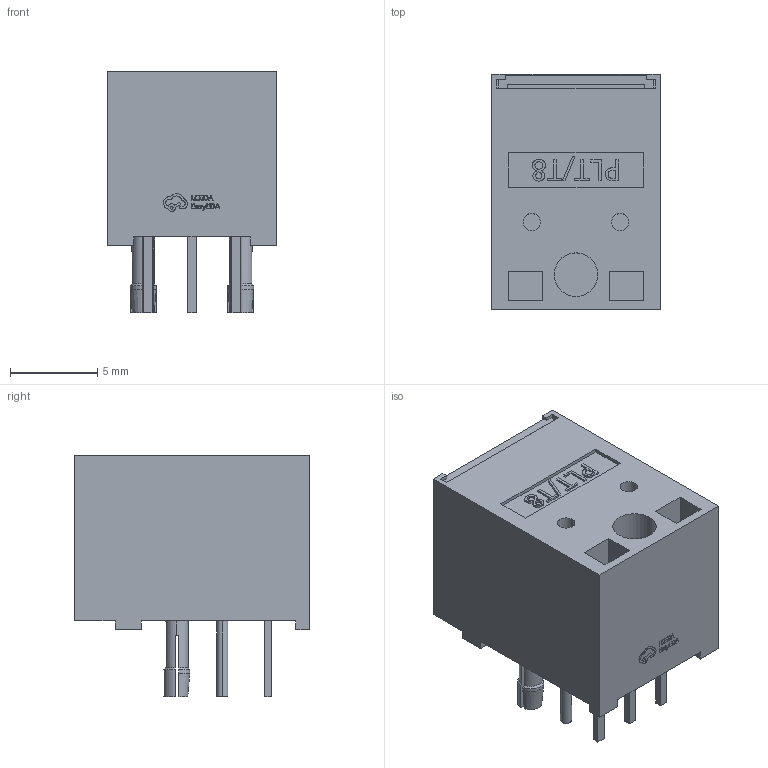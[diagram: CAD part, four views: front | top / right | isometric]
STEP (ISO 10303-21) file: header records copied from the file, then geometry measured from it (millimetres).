
FILE_DESCRIPTION (( 'STEP AP214' ), '1' );
FILE_NAME ('OPTO-TH_ZGY133-T8-PLT.step', '2022-07-05T14:13:36', ( '' ), ( '' ), 'SwSTEP 2.0', 'SolidWorks 2020', '' );
FILE_SCHEMA (( 'AUTOMOTIVE_DESIGN' ));
Length unit declared in the file: millimetre
Products named in the file (1): OPTO-TH_ZGY133-T8-PLT
Bounding box: 9.7 x 13.5 x 13.85 mm (x, y, z)
Volume: 1126.6 mm3; surface area: 1183.4 mm2
Topology: 1 solids, 1 shells, 481 faces, 1305 edges, 864 vertices
Faces by surface type: plane 325, bspline 132, cylinder 18, cone 6
Entity records: 22719 total; most frequent: CARTESIAN_POINT 6198, ORIENTED_EDGE 2610, DIRECTION 1764, EDGE_CURVE 1305, VECTOR 972, LINE 972, VERTEX_POINT 864, EDGE_LOOP 529
